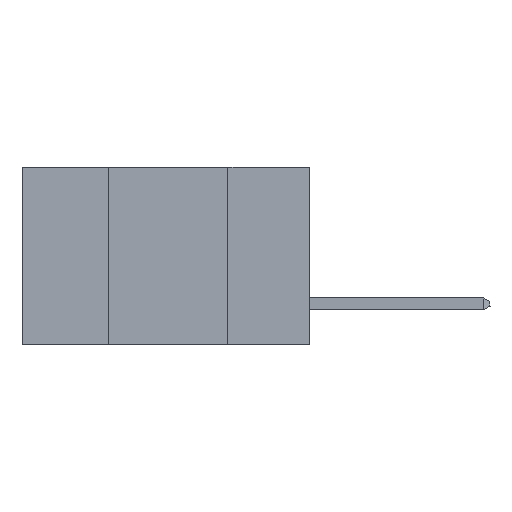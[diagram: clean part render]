
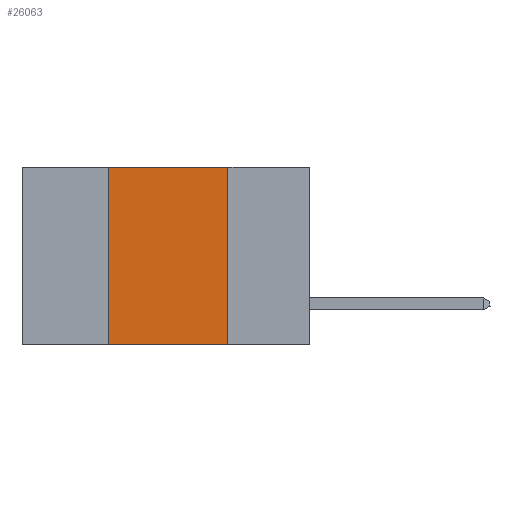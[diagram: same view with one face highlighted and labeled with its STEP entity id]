
A CAD part, left-side view. The second image highlights one B-rep face of the part: STEP entity #26063.
In plain terms, the highlighted planar face has unit normal (-1, 0, 0).
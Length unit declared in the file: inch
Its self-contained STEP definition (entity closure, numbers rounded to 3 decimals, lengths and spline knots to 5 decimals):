
#1228 = CARTESIAN_POINT ( 'NONE',  ( 0., 0.6, 0. ) ) ;
#1523 = LINE ( 'NONE', #1228, #17698 ) ;
#1958 = ORIENTED_EDGE ( 'NONE', *, *, #15091, .T. ) ;
#2047 = ORIENTED_EDGE ( 'NONE', *, *, #26776, .F. ) ;
#2345 = VECTOR ( 'NONE', #4307, 39.37008 ) ;
#3242 = CARTESIAN_POINT ( 'NONE',  ( 0., 0.42, -0.37 ) ) ;
#3332 = CARTESIAN_POINT ( 'NONE',  ( 0., 0.6, -0.37 ) ) ;
#4307 = DIRECTION ( 'NONE',  ( 0., 0., -1. ) ) ;
#5503 = VERTEX_POINT ( 'NONE', #7422 ) ;
#6341 = DIRECTION ( 'NONE',  ( 0., -1., 0. ) ) ;
#7158 = ORIENTED_EDGE ( 'NONE', *, *, #24881, .F. ) ;
#7422 = CARTESIAN_POINT ( 'NONE',  ( 0., 0.17, 0. ) ) ;
#10098 = VERTEX_POINT ( 'NONE', #23700 ) ;
#11108 = EDGE_CURVE ( 'NONE', #26302, #10098, #19225, .T. ) ;
#11326 = VECTOR ( 'NONE', #21679, 39.37008 ) ;
#12365 = LINE ( 'NONE', #3332, #11326 ) ;
#12758 = EDGE_LOOP ( 'NONE', ( #7158, #2047, #28912, #1958 ) ) ;
#13138 = VECTOR ( 'NONE', #22078, 39.37008 ) ;
#13352 = LINE ( 'NONE', #25751, #2345 ) ;
#13902 = VERTEX_POINT ( 'NONE', #23301 ) ;
#15091 = EDGE_CURVE ( 'NONE', #26302, #13902, #12365, .T. ) ;
#17250 = CARTESIAN_POINT ( 'NONE',  ( 0., 0.6, 0. ) ) ;
#17698 = VECTOR ( 'NONE', #6341, 39.37008 ) ;
#19225 = LINE ( 'NONE', #24327, #13138 ) ;
#19654 = PLANE ( 'NONE',  #27282 ) ;
#21679 = DIRECTION ( 'NONE',  ( 0., -1., 0. ) ) ;
#21761 = DIRECTION ( 'NONE',  ( 1., 0., 0. ) ) ;
#22078 = DIRECTION ( 'NONE',  ( 0., 0., 1. ) ) ;
#22203 = FACE_OUTER_BOUND ( 'NONE', #12758, .T. ) ;
#23301 = CARTESIAN_POINT ( 'NONE',  ( 0., 0.17, -0.37 ) ) ;
#23700 = CARTESIAN_POINT ( 'NONE',  ( 0., 0.42, 0. ) ) ;
#24327 = CARTESIAN_POINT ( 'NONE',  ( 0., 0.42, 0. ) ) ;
#24881 = EDGE_CURVE ( 'NONE', #5503, #13902, #13352, .T. ) ;
#25751 = CARTESIAN_POINT ( 'NONE',  ( 0., 0.17, 0. ) ) ;
#26063 = ADVANCED_FACE ( 'NONE', ( #22203 ), #19654, .F. ) ;
#26302 = VERTEX_POINT ( 'NONE', #3242 ) ;
#26776 = EDGE_CURVE ( 'NONE', #10098, #5503, #1523, .T. ) ;
#27282 = AXIS2_PLACEMENT_3D ( 'NONE', #17250, #21761, #29267 ) ;
#28912 = ORIENTED_EDGE ( 'NONE', *, *, #11108, .F. ) ;
#29267 = DIRECTION ( 'NONE',  ( 0., 0., -1. ) ) ;
